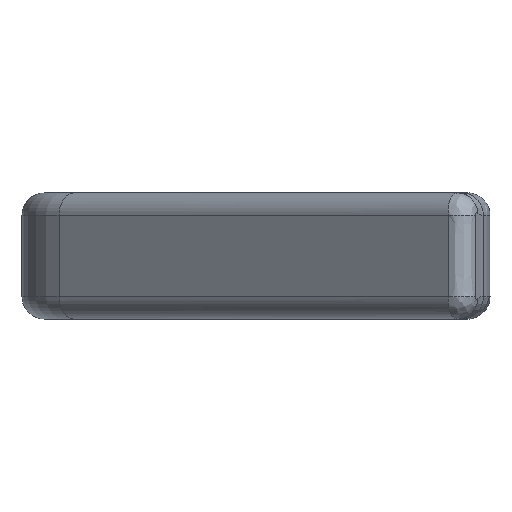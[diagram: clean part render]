
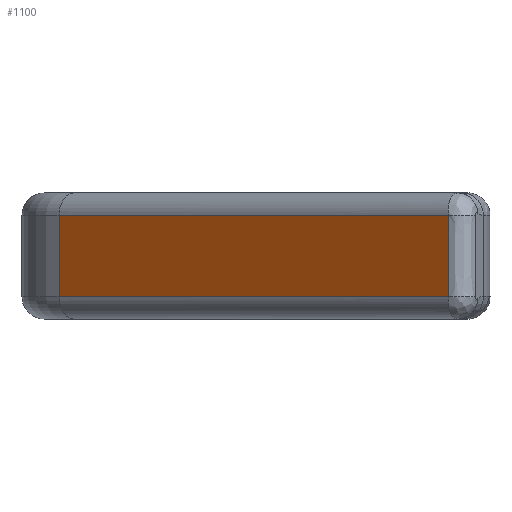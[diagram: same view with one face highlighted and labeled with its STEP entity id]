
A CAD part, left-side view. The second image highlights one B-rep face of the part: STEP entity #1100.
In plain terms, the highlighted planar face has unit normal (-0.743, 0.669, 0).
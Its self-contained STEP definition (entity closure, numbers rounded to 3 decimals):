
#62=PLANE('',#1214);
#87=B_SPLINE_CURVE_WITH_KNOTS('',5,(#2449,#2450,#2451,#2452,#2453,#2454,
#2455,#2456,#2457,#2458,#2459,#2460),.UNSPECIFIED.,.F.,.F.,(6,3,3,6),(21.566,
50.12,71.117,72.049),.UNSPECIFIED.);
#130=LINE('',#1617,#180);
#150=LINE('',#1833,#200);
#156=LINE('',#2448,#206);
#180=VECTOR('',#1319,29.);
#200=VECTOR('',#1381,186.773);
#206=VECTOR('',#1401,186.773);
#260=FACE_OUTER_BOUND('',#334,.T.);
#334=EDGE_LOOP('',(#819,#820,#821,#822));
#455=VERTEX_POINT('',#1587);
#461=VERTEX_POINT('',#1616);
#492=VERTEX_POINT('',#1832);
#506=VERTEX_POINT('',#2447);
#565=EDGE_CURVE('',#461,#455,#130,.T.);
#603=EDGE_CURVE('',#455,#492,#150,.F.);
#622=EDGE_CURVE('',#461,#506,#156,.T.);
#623=EDGE_CURVE('',#492,#506,#87,.F.);
#819=ORIENTED_EDGE('',*,*,#603,.F.);
#820=ORIENTED_EDGE('',*,*,#565,.F.);
#821=ORIENTED_EDGE('',*,*,#622,.T.);
#822=ORIENTED_EDGE('',*,*,#623,.F.);
#1100=ADVANCED_FACE('',(#260),#62,.T.);
#1214=AXIS2_PLACEMENT_3D('',#2446,#1399,#1400);
#1319=DIRECTION('',(0.,0.,1.));
#1381=DIRECTION('',(0.669,0.743,0.));
#1399=DIRECTION('center_axis',(-0.743,0.669,0.));
#1400=DIRECTION('ref_axis',(0.,0.,1.));
#1401=DIRECTION('',(-0.669,-0.743,0.));
#1587=CARTESIAN_POINT('',(-285.917,28.765,14.5));
#1616=CARTESIAN_POINT('',(-285.917,28.765,-14.5));
#1617=CARTESIAN_POINT('',(-285.917,28.765,-14.5));
#1832=CARTESIAN_POINT('',(-410.892,-110.034,14.5));
#1833=CARTESIAN_POINT('',(-410.892,-110.034,14.5));
#2446=CARTESIAN_POINT('Origin',(-279.668,35.705,-15.95));
#2447=CARTESIAN_POINT('',(-410.892,-110.034,-14.5));
#2448=CARTESIAN_POINT('',(-285.917,28.765,-14.5));
#2449=CARTESIAN_POINT('Ctrl Pts',(-410.892,-110.034,-14.5));
#2450=CARTESIAN_POINT('Ctrl Pts',(-410.892,-110.034,-11.352));
#2451=CARTESIAN_POINT('Ctrl Pts',(-410.892,-110.034,-8.048));
#2452=CARTESIAN_POINT('Ctrl Pts',(-410.892,-110.034,-4.83));
#2453=CARTESIAN_POINT('Ctrl Pts',(-410.892,-110.034,1.016));
#2454=CARTESIAN_POINT('Ctrl Pts',(-410.892,-110.034,6.825));
#2455=CARTESIAN_POINT('Ctrl Pts',(-410.892,-110.034,9.238));
#2456=CARTESIAN_POINT('Ctrl Pts',(-410.892,-110.034,11.752));
#2457=CARTESIAN_POINT('Ctrl Pts',(-410.892,-110.034,14.182));
#2458=CARTESIAN_POINT('Ctrl Pts',(-410.892,-110.034,14.287));
#2459=CARTESIAN_POINT('Ctrl Pts',(-410.892,-110.034,14.394));
#2460=CARTESIAN_POINT('Ctrl Pts',(-410.892,-110.034,14.5));
